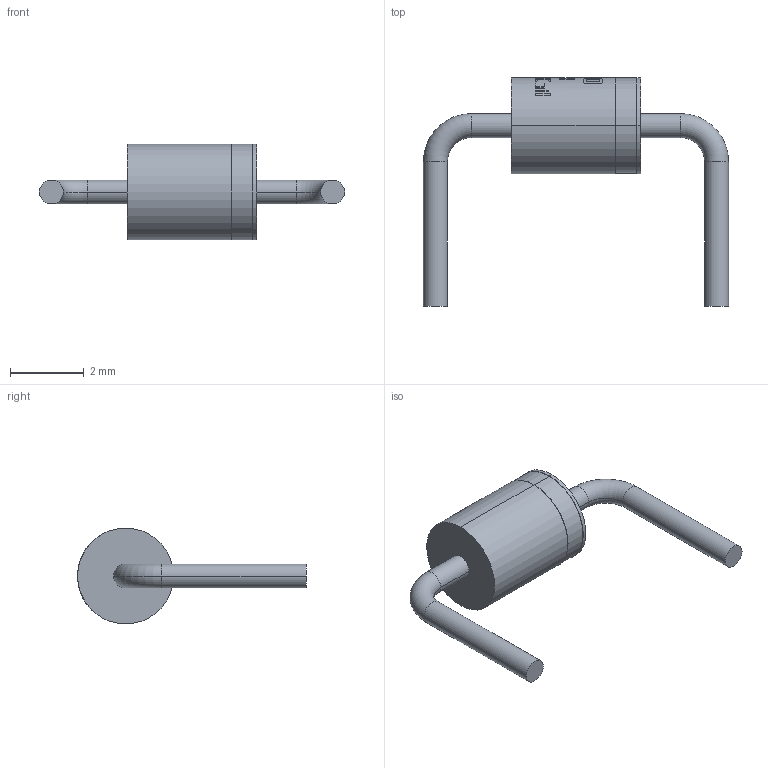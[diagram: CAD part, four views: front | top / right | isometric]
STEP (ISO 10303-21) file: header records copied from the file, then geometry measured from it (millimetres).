
FILE_DESCRIPTION (( 'STEP AP214' ), '1' );
FILE_NAME ('R-1_Max_300mil_rev1.0.STEP', '2023-03-16T22:57:30', ( '' ), ( '' ), 'SwSTEP 2.0', 'SolidWorks 2020', '' );
FILE_SCHEMA (( 'AUTOMOTIVE_DESIGN' ));
Length unit declared in the file: millimetre
Products named in the file (1): R-1_Max_300mil_rev1.0
Bounding box: 8.27 x 6.2 x 2.6 mm (x, y, z)
Volume: 22.9 mm3; surface area: 66 mm2
Topology: 1 solids, 1 shells, 47 faces, 244 edges, 226 vertices
Faces by surface type: cylinder 37, plane 6, torus 4
Entity records: 3354 total; most frequent: CARTESIAN_POINT 765, ORIENTED_EDGE 488, DIRECTION 367, EDGE_CURVE 244, VERTEX_POINT 226, AXIS2_PLACEMENT_3D 144, CIRCLE 96, LINE 79
